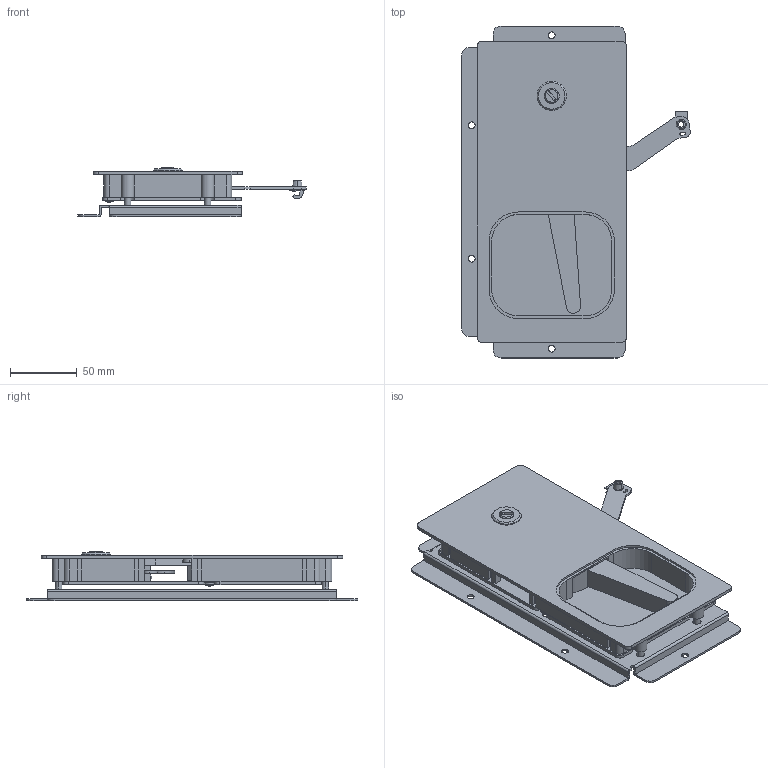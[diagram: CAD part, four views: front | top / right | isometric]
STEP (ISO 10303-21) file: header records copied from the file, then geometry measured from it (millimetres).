
FILE_DESCRIPTION (( 'STEP AP203' ), '1' );
FILE_NAME ('A-878-1-D-L.STEP', '2021-03-18T22:22:30', ( '' ), ( '' ), 'SwSTEP 2.0', 'SolidWorks 2018', '' );
FILE_SCHEMA (( 'CONFIG_CONTROL_DESIGN' ));
Length unit declared in the file: millimetre
Products named in the file (15): A-878-1-D-L_リンクプレート_; A-878-1-D-L_シャフト_; A-878-1-D-L_十字穴付小ねじ_内径基準ver1.02__M4x12十字穴付なべ小ねじ(SUS)SWシングルセムス(P2); C-178-1_両抜け特注__A-878-1_L用(デフォルト); C-187-1_両抜け特注_ストップカム_; A-878-1-D-L_取付板_; C-187-1_両抜け特注_ハウジング_; A-878-1-D-L_十字穴付皿小ねじ_内径基準ver1.02__M4x12十字穴付皿小ねじ(SUS); A-878-1-D-L_ハンドル_; C-187-1_両抜け特注_ローター_; A-878-1-D-L_リンケージブッシング_; A-878-1-D-L_十字穴付小ねじ_内径基準ver1.02__M6x14十字穴付なべ小ねじ(SUS)SWシングルセムス(P2); A-878-1-D-L_ケース_; A-878-1-D-L; A-878-1-D-L_裏蓋_
Assembly tree (21 placements, depth 3):
  A-878-1-D-L
    A-878-1-D-L_ケース_
    A-878-1-D-L_ハンドル_
    A-878-1-D-L_裏蓋_
    A-878-1-D-L_シャフト_
    A-878-1-D-L_リンクプレート_
    C-178-1_両抜け特注__A-878-1_L用(デフォルト)
      C-187-1_両抜け特注_ハウジング_
      C-187-1_両抜け特注_ローター_
      C-187-1_両抜け特注_ストップカム_
    A-878-1-D-L_リンケージブッシング_
    A-878-1-D-L_十字穴付皿小ねじ_内径基準ver1.02__M4x12十字穴付皿小ねじ(SUS)  x5
    A-878-1-D-L_十字穴付小ねじ_内径基準ver1.02__M4x12十字穴付なべ小ねじ(SUS)SWシングルセムス(P2)
    A-878-1-D-L_取付板_
    A-878-1-D-L_十字穴付小ねじ_内径基準ver1.02__M6x14十字穴付なべ小ねじ(SUS)SWシングルセムス(P2)  x4
Bounding box: 171.46 x 249 x 37 mm (x, y, z)
Volume: 209063.2 mm3; surface area: 165681.2 mm2
Topology: 20 solids, 20 shells, 907 faces, 2403 edges, 1558 vertices
Faces by surface type: plane 486, cylinder 315, cone 86, torus 10, sphere 10
Entity records: 21654 total; most frequent: CARTESIAN_POINT 3576, DIRECTION 3523, ORIENTED_EDGE 3346, EDGE_CURVE 1673, AXIS2_PLACEMENT_3D 1235, VERTEX_POINT 1096, VECTOR 1053, LINE 1053
